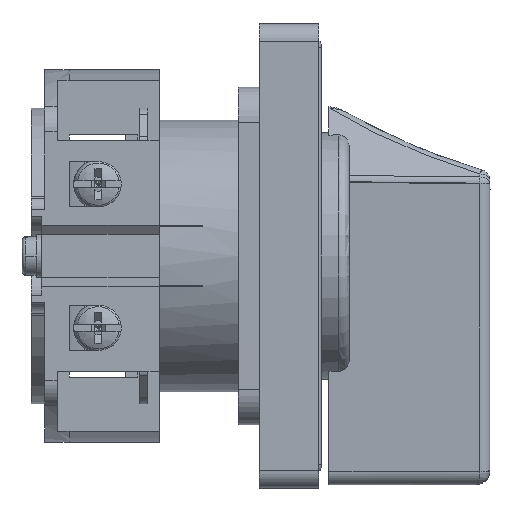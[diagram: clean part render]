
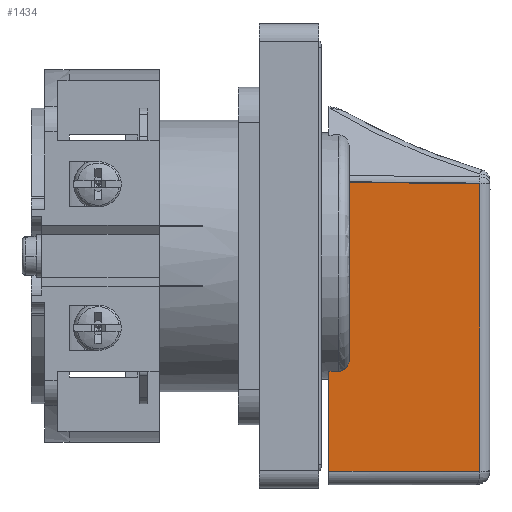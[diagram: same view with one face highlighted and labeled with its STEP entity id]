
A CAD part, left-side view. The second image highlights one B-rep face of the part: STEP entity #1434.
In plain terms, the highlighted planar face has unit normal (-0.998, -0.035, -0.057).
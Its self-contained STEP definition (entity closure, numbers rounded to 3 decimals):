
#144=CARTESIAN_POINT('',(-12.954,-29.143,
-5.956));
#145=CARTESIAN_POINT('',(-12.97,-28.677,
-5.95));
#146=CARTESIAN_POINT('',(-12.987,-28.211,
-5.943));
#147=CARTESIAN_POINT('',(-13.003,-27.745,
-5.937));
#227=DIRECTION('',(0.057,0.,-0.998));
#228=VECTOR('',#227,14.285);
#229=CARTESIAN_POINT('',(-13.003,-27.745,
-5.937));
#230=LINE('',#229,#228);
#371=DIRECTION('',(0.036,-0.999,-0.011));
#372=VECTOR('',#371,18.565);
#373=CARTESIAN_POINT('',(-14.443,-30.643,20.879));
#374=LINE('',#373,#372);
#378=CARTESIAN_POINT('',(-11.435,-49.195,
-20.169));
#379=CARTESIAN_POINT('',(-11.435,-49.195,
-20.173));
#380=CARTESIAN_POINT('',(-11.435,-49.195,
-20.179));
#381=CARTESIAN_POINT('',(-11.434,-49.195,
-20.189));
#382=CARTESIAN_POINT('',(-11.434,-49.195,
-20.195));
#383=CARTESIAN_POINT('',(-11.434,-49.195,
-20.198));
#388=DIRECTION('',(-0.035,0.999,0.));
#389=VECTOR('',#388,21.463);
#390=CARTESIAN_POINT('',(-11.434,-49.195,
-20.198));
#391=LINE('',#390,#389);
#426=DIRECTION('',(0.057,0.,-0.998));
#427=VECTOR('',#426,25.245);
#428=CARTESIAN_POINT('',(-14.443,-30.643,20.879));
#429=LINE('',#428,#427);
#453=CARTESIAN_POINT('',(-12.995,-30.643,
-4.325));
#454=CARTESIAN_POINT('',(-12.986,-30.643,
-4.486));
#455=CARTESIAN_POINT('',(-12.97,-30.598,
-4.789));
#456=CARTESIAN_POINT('',(-12.954,-30.468,
-5.143));
#457=CARTESIAN_POINT('',(-12.941,-30.191,
-5.533));
#458=CARTESIAN_POINT('',(-12.938,-29.888,
-5.771));
#459=CARTESIAN_POINT('',(-12.942,-29.497,
-5.934));
#460=CARTESIAN_POINT('',(-12.949,-29.262,
-5.958));
#461=CARTESIAN_POINT('',(-12.954,-29.143,-5.956));
#911=DIRECTION('',(-0.057,0.,0.998));
#912=VECTOR('',#911,40.92);
#913=CARTESIAN_POINT('',(-11.435,-49.195,
-20.169));
#914=LINE('',#913,#912);
#1015=CARTESIAN_POINT('',(-12.954,-29.143,-5.956));
#1016=VERTEX_POINT('',#1015);
#1017=VERTEX_POINT('',#147);
#1028=CARTESIAN_POINT('',(-12.184,-27.745,
-20.198));
#1029=VERTEX_POINT('',#1028);
#1048=CARTESIAN_POINT('',(-11.434,-49.195,
-20.198));
#1049=VERTEX_POINT('',#1048);
#1050=CARTESIAN_POINT('',(-14.443,-30.643,
20.879));
#1051=CARTESIAN_POINT('',(-12.995,-30.643,
-4.325));
#1052=VERTEX_POINT('',#1050);
#1053=VERTEX_POINT('',#1051);
#1054=CARTESIAN_POINT('',(-13.783,-49.195,
20.683));
#1055=VERTEX_POINT('',#1054);
#1056=CARTESIAN_POINT('',(-11.435,-49.195,
-20.169));
#1057=VERTEX_POINT('',#1056);
#1414=CARTESIAN_POINT('',(-14.474,-30.643,
21.417));
#1415=DIRECTION('',(-0.998,-0.035,-0.057));
#1416=DIRECTION('',(-0.057,0.,0.998));
#1417=AXIS2_PLACEMENT_3D('',#1414,#1415,#1416);
#1418=PLANE('',#1417);
#1420=ORIENTED_EDGE('',*,*,#1419,.F.);
#1422=ORIENTED_EDGE('',*,*,#1421,.T.);
#1424=ORIENTED_EDGE('',*,*,#1423,.F.);
#1426=ORIENTED_EDGE('',*,*,#1425,.T.);
#1427=ORIENTED_EDGE('',*,*,#1407,.T.);
#1428=ORIENTED_EDGE('',*,*,#1168,.F.);
#1429=ORIENTED_EDGE('',*,*,#1116,.F.);
#1431=ORIENTED_EDGE('',*,*,#1430,.F.);
#1432=EDGE_LOOP('',(#1420,#1422,#1424,#1426,#1427,#1428,#1429,#1431));
#1433=FACE_OUTER_BOUND('',#1432,.F.);
#148=B_SPLINE_CURVE_WITH_KNOTS('',3,(#144,#145,#146,#147),.UNSPECIFIED.,.F.,.F.,
(4,4),(0.,1.),.UNSPECIFIED.);
#384=B_SPLINE_CURVE_WITH_KNOTS('',3,(#378,#379,#380,#381,#382,#383),
.UNSPECIFIED.,.F.,.F.,(4,1,1,4),(0.,0.333,0.667,1.),
.UNSPECIFIED.);
#462=B_SPLINE_CURVE_WITH_KNOTS('',3,(#453,#454,#455,#456,#457,#458,#459,#460,
#461),.UNSPECIFIED.,.F.,.F.,(4,1,1,1,1,1,4),(0.,0.167,
0.333,0.5,0.667,0.833,1.),
.UNSPECIFIED.);
#1116=EDGE_CURVE('',#1016,#1017,#148,.T.);
#1168=EDGE_CURVE('',#1017,#1029,#230,.T.);
#1407=EDGE_CURVE('',#1049,#1029,#391,.T.);
#1419=EDGE_CURVE('',#1052,#1053,#429,.T.);
#1421=EDGE_CURVE('',#1052,#1055,#374,.T.);
#1423=EDGE_CURVE('',#1057,#1055,#914,.T.);
#1425=EDGE_CURVE('',#1057,#1049,#384,.T.);
#1430=EDGE_CURVE('',#1053,#1016,#462,.T.);
#1434=ADVANCED_FACE('',(#1433),#1418,.T.);
